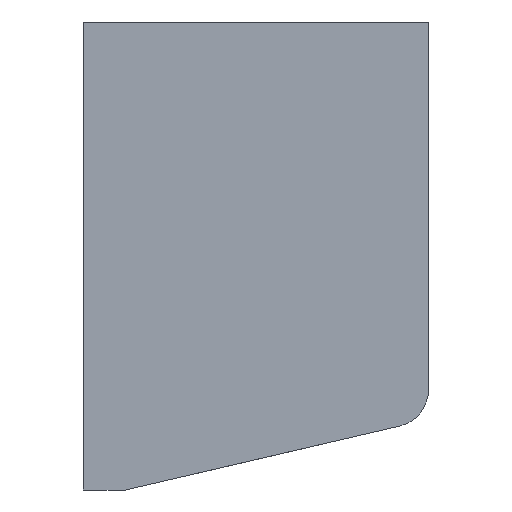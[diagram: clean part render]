
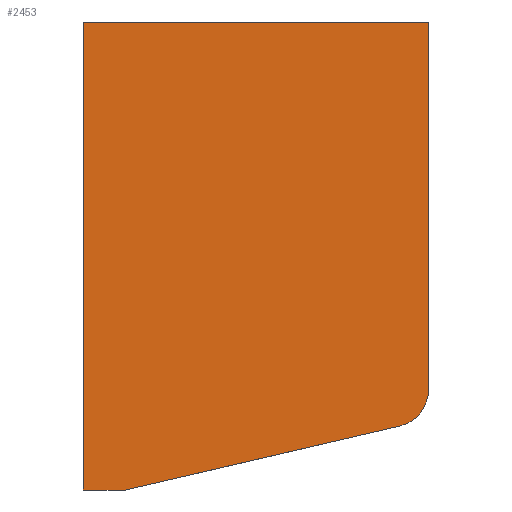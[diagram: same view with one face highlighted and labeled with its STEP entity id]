
A CAD part, left-side view. The second image highlights one B-rep face of the part: STEP entity #2453.
In plain terms, the highlighted planar face has unit normal (-1, 0, 0).
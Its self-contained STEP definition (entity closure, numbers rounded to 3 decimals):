
#261 = VERTEX_POINT ( 'NONE', #4149 ) ;
#367 = DIRECTION ( 'NONE',  ( -1., 0., 0. ) ) ;
#428 = LINE ( 'NONE', #3708, #4200 ) ;
#587 = CARTESIAN_POINT ( 'NONE',  ( -30.377, 41.89, -20.18 ) ) ;
#645 = VERTEX_POINT ( 'NONE', #2575 ) ;
#703 = LINE ( 'NONE', #4170, #3440 ) ;
#726 = CARTESIAN_POINT ( 'NONE',  ( -30.377, 30.197, -15.762 ) ) ;
#854 = ORIENTED_EDGE ( 'NONE', *, *, #2556, .T. ) ;
#916 = CARTESIAN_POINT ( 'NONE',  ( -30.377, 28.547, 0.418 ) ) ;
#952 = EDGE_LOOP ( 'NONE', ( #1857, #3371, #1010, #2789, #3677, #854 ) ) ;
#977 = DIRECTION ( 'NONE',  ( 0., 0., 1. ) ) ;
#989 = LINE ( 'NONE', #2726, #1369 ) ;
#1010 = ORIENTED_EDGE ( 'NONE', *, *, #3119, .T. ) ;
#1043 = DIRECTION ( 'NONE',  ( -1., 0., 0. ) ) ;
#1122 = DIRECTION ( 'NONE',  ( 0., 0., -1. ) ) ;
#1369 = VECTOR ( 'NONE', #2023, 1000. ) ;
#1450 = EDGE_CURVE ( 'NONE', #2277, #261, #2633, .T. ) ;
#1571 = VERTEX_POINT ( 'NONE', #916 ) ;
#1854 = EDGE_CURVE ( 'NONE', #3976, #3459, #1971, .T. ) ;
#1857 = ORIENTED_EDGE ( 'NONE', *, *, #2205, .T. ) ;
#1907 = CARTESIAN_POINT ( 'NONE',  ( -30.377, 44.547, -20.18 ) ) ;
#1946 = DIRECTION ( 'NONE',  ( 0., -1., 0. ) ) ;
#1971 = LINE ( 'NONE', #1907, #3533 ) ;
#2023 = DIRECTION ( 'NONE',  ( 0., -0.974, 0.227 ) ) ;
#2205 = EDGE_CURVE ( 'NONE', #645, #3976, #2479, .T. ) ;
#2277 = VERTEX_POINT ( 'NONE', #4515 ) ;
#2290 = DIRECTION ( 'NONE',  ( 0., 1., 0. ) ) ;
#2449 = DIRECTION ( 'NONE',  ( 0., -1., 0. ) ) ;
#2453 = ADVANCED_FACE ( 'NONE', ( #2468 ), #4223, .T. ) ;
#2468 = FACE_OUTER_BOUND ( 'NONE', #952, .T. ) ;
#2479 = LINE ( 'NONE', #3564, #2646 ) ;
#2556 = EDGE_CURVE ( 'NONE', #1571, #645, #428, .T. ) ;
#2575 = CARTESIAN_POINT ( 'NONE',  ( -30.377, 43.737, 0.418 ) ) ;
#2633 = CIRCLE ( 'NONE', #3289, 1.65 ) ;
#2646 = VECTOR ( 'NONE', #1122, 1000. ) ;
#2726 = CARTESIAN_POINT ( 'NONE',  ( -30.377, 41.89, -20.18 ) ) ;
#2789 = ORIENTED_EDGE ( 'NONE', *, *, #1450, .T. ) ;
#3119 = EDGE_CURVE ( 'NONE', #3459, #2277, #989, .T. ) ;
#3289 = AXIS2_PLACEMENT_3D ( 'NONE', #726, #367, #3538 ) ;
#3371 = ORIENTED_EDGE ( 'NONE', *, *, #1854, .T. ) ;
#3440 = VECTOR ( 'NONE', #977, 1000. ) ;
#3459 = VERTEX_POINT ( 'NONE', #587 ) ;
#3533 = VECTOR ( 'NONE', #1946, 1000. ) ;
#3538 = DIRECTION ( 'NONE',  ( 0., -0.227, -0.974 ) ) ;
#3564 = CARTESIAN_POINT ( 'NONE',  ( -30.377, 43.737, 0.418 ) ) ;
#3677 = ORIENTED_EDGE ( 'NONE', *, *, #4285, .T. ) ;
#3708 = CARTESIAN_POINT ( 'NONE',  ( -30.377, 28.547, 0.418 ) ) ;
#3772 = CARTESIAN_POINT ( 'NONE',  ( -30.377, 43.737, -20.18 ) ) ;
#3976 = VERTEX_POINT ( 'NONE', #3772 ) ;
#4004 = AXIS2_PLACEMENT_3D ( 'NONE', #4268, #1043, #2449 ) ;
#4149 = CARTESIAN_POINT ( 'NONE',  ( -30.377, 28.547, -15.762 ) ) ;
#4170 = CARTESIAN_POINT ( 'NONE',  ( -30.377, 28.547, -15.762 ) ) ;
#4200 = VECTOR ( 'NONE', #2290, 1000. ) ;
#4223 = PLANE ( 'NONE',  #4004 ) ;
#4268 = CARTESIAN_POINT ( 'NONE',  ( -30.377, 36.244, 0.418 ) ) ;
#4285 = EDGE_CURVE ( 'NONE', #261, #1571, #703, .T. ) ;
#4515 = CARTESIAN_POINT ( 'NONE',  ( -30.377, 29.823, -17.368 ) ) ;
